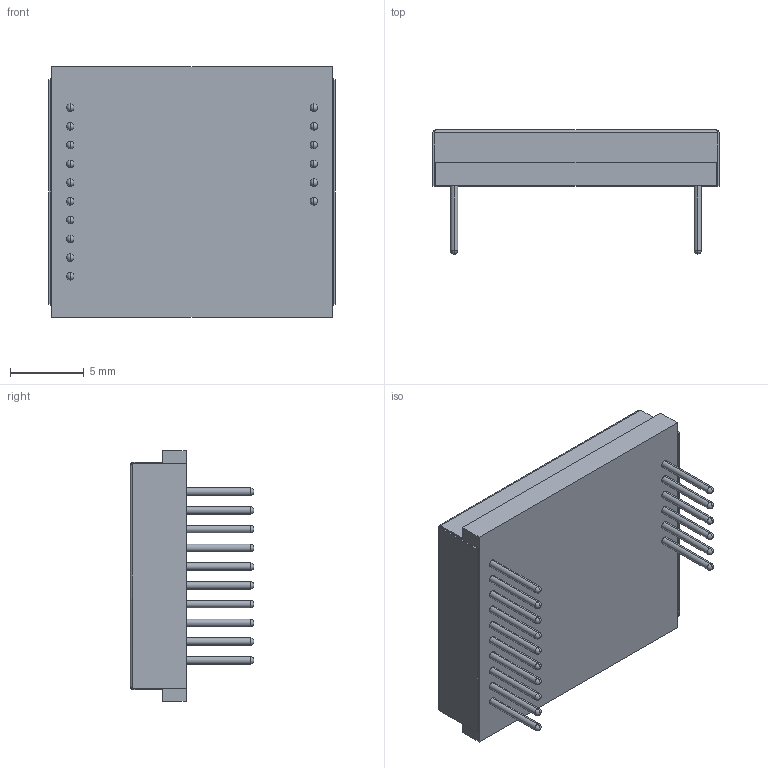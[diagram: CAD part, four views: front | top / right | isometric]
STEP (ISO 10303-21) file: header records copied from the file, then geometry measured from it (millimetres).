
FILE_DESCRIPTION (( 'STEP AP214' ), '1' );
FILE_NAME ('C11204-01.STEP', '2024-09-26T08:18:57', ( '' ), ( '' ), 'SwSTEP 2.0', 'SolidWorks 2022', '' );
FILE_SCHEMA (( 'AUTOMOTIVE_DESIGN' ));
Length unit declared in the file: millimetre
Products named in the file (1): C11204-01
Bounding box: 19.4 x 8.4 x 17 mm (x, y, z)
Volume: 579.7 mm3; surface area: 1863.7 mm2
Topology: 18 solids, 18 shells, 650 faces, 1678 edges, 1092 vertices
Faces by surface type: plane 375, bspline 203, cylinder 40, sphere 32
Entity records: 36427 total; most frequent: CARTESIAN_POINT 15520, ORIENTED_EDGE 3228, DIRECTION 2200, EDGE_CURVE 1614, LINE 1112, VECTOR 1112, VERTEX_POINT 1060, EDGE_LOOP 710
